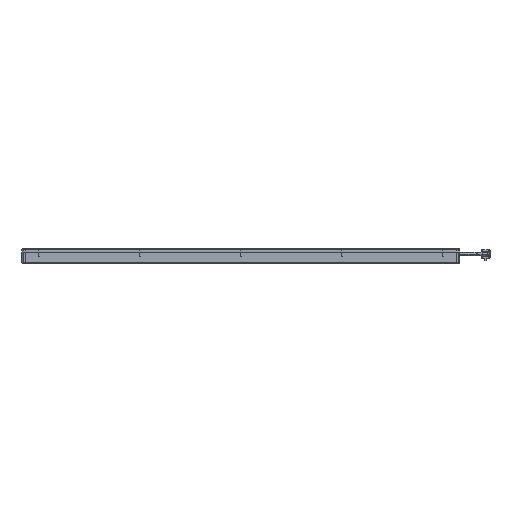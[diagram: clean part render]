
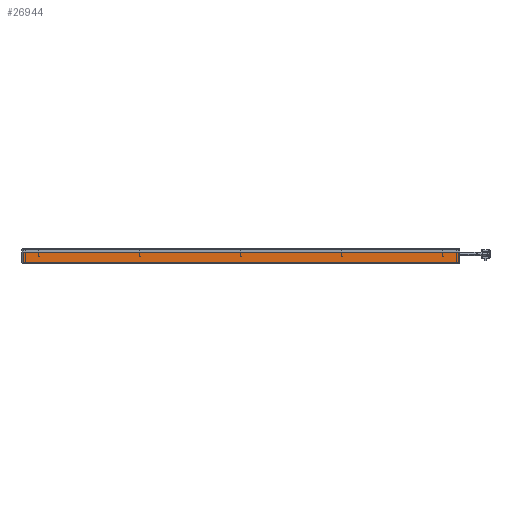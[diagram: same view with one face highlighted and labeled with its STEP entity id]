
A CAD part, left-side view. The second image highlights one B-rep face of the part: STEP entity #26944.
In plain terms, the highlighted planar face has unit normal (-1, 0, 0).
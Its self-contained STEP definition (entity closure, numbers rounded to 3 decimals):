
#436 = LINE ( 'NONE', #10198, #965 ) ;
#965 = VECTOR ( 'NONE', #6627, 1000. ) ;
#1690 = VECTOR ( 'NONE', #21688, 1000. ) ;
#1778 = VECTOR ( 'NONE', #26049, 1000. ) ;
#2850 = CARTESIAN_POINT ( 'NONE',  ( -256.059, -173.288, 0.5 ) ) ;
#3710 = EDGE_CURVE ( 'NONE', #5712, #6783, #436, .T. ) ;
#3862 = CARTESIAN_POINT ( 'NONE',  ( -256.059, 214.712, 0.5 ) ) ;
#4585 = AXIS2_PLACEMENT_3D ( 'NONE', #26140, #32750, #10258 ) ;
#5712 = VERTEX_POINT ( 'NONE', #9405 ) ;
#6374 = DIRECTION ( 'NONE',  ( 0., 0., 1. ) ) ;
#6627 = DIRECTION ( 'NONE',  ( 0., 0., -1. ) ) ;
#6783 = VERTEX_POINT ( 'NONE', #2850 ) ;
#9405 = CARTESIAN_POINT ( 'NONE',  ( -256.059, -173.288, 10. ) ) ;
#10198 = CARTESIAN_POINT ( 'NONE',  ( -256.059, -173.288, 10. ) ) ;
#10258 = DIRECTION ( 'NONE',  ( 0., 1., 0. ) ) ;
#13510 = CARTESIAN_POINT ( 'NONE',  ( -256.059, 214.712, 10. ) ) ;
#15890 = CARTESIAN_POINT ( 'NONE',  ( -256.059, 214.712, 10. ) ) ;
#16434 = PLANE ( 'NONE',  #4585 ) ;
#19209 = EDGE_LOOP ( 'NONE', ( #28483, #24817, #28491, #33283 ) ) ;
#21688 = DIRECTION ( 'NONE',  ( 0., 1., 0. ) ) ;
#24524 = VECTOR ( 'NONE', #6374, 1000. ) ;
#24817 = ORIENTED_EDGE ( 'NONE', *, *, #3710, .F. ) ;
#24915 = FACE_OUTER_BOUND ( 'NONE', #19209, .T. ) ;
#26049 = DIRECTION ( 'NONE',  ( 0., 1., 0. ) ) ;
#26140 = CARTESIAN_POINT ( 'NONE',  ( -256.059, -174.288, 10. ) ) ;
#26944 = ADVANCED_FACE ( 'NONE', ( #24915 ), #16434, .F. ) ;
#28429 = CARTESIAN_POINT ( 'NONE',  ( -256.059, -174.288, 0.5 ) ) ;
#28483 = ORIENTED_EDGE ( 'NONE', *, *, #28588, .F. ) ;
#28491 = ORIENTED_EDGE ( 'NONE', *, *, #30632, .T. ) ;
#28588 = EDGE_CURVE ( 'NONE', #6783, #30805, #36561, .T. ) ;
#28949 = LINE ( 'NONE', #35979, #1778 ) ;
#30632 = EDGE_CURVE ( 'NONE', #5712, #32677, #28949, .T. ) ;
#30805 = VERTEX_POINT ( 'NONE', #3862 ) ;
#32677 = VERTEX_POINT ( 'NONE', #15890 ) ;
#32750 = DIRECTION ( 'NONE',  ( 1., 0., 0. ) ) ;
#33245 = LINE ( 'NONE', #13510, #24524 ) ;
#33283 = ORIENTED_EDGE ( 'NONE', *, *, #33340, .F. ) ;
#33340 = EDGE_CURVE ( 'NONE', #30805, #32677, #33245, .T. ) ;
#35979 = CARTESIAN_POINT ( 'NONE',  ( -256.059, 215.712, 10. ) ) ;
#36561 = LINE ( 'NONE', #28429, #1690 ) ;
